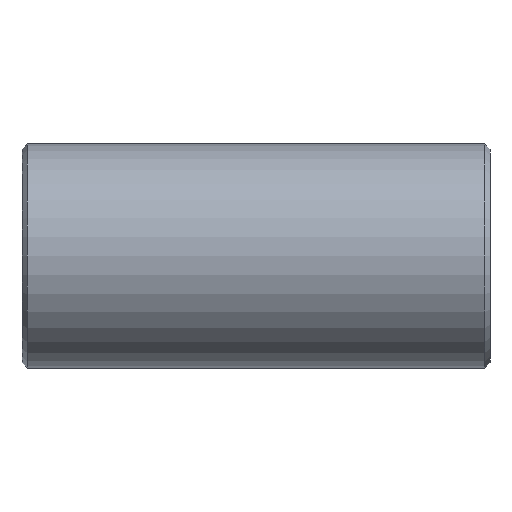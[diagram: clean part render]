
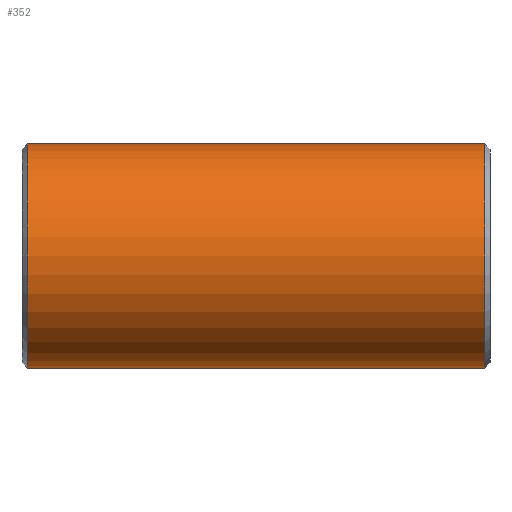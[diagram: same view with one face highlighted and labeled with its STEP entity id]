
A CAD part, front view. The second image highlights one B-rep face of the part: STEP entity #352.
In plain terms, the highlighted cylindrical face has radius 36.513 mm (diameter 73.025 mm), a partial arc.
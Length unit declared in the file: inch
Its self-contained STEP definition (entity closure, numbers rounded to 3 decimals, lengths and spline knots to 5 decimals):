
#14 = AXIS2_PLACEMENT_3D ( 'NONE', #46, #344, #286 ) ;
#19 = ORIENTED_EDGE ( 'NONE', *, *, #164, .T. ) ;
#46 = CARTESIAN_POINT ( 'NONE',  ( 3., 0., 0. ) ) ;
#82 = DIRECTION ( 'NONE',  ( -1., 0., 0. ) ) ;
#98 = DIRECTION ( 'NONE',  ( -1., 0., 0. ) ) ;
#99 = CARTESIAN_POINT ( 'NONE',  ( -2.93233, 0., 0. ) ) ;
#104 = EDGE_CURVE ( 'NONE', #214, #475, #126, .T. ) ;
#126 = CIRCLE ( 'NONE', #762, 1.4375 ) ;
#153 = LINE ( 'NONE', #283, #700 ) ;
#164 = EDGE_CURVE ( 'NONE', #633, #664, #180, .T. ) ;
#167 = FACE_OUTER_BOUND ( 'NONE', #718, .T. ) ;
#170 = DIRECTION ( 'NONE',  ( 1., 0., 0. ) ) ;
#180 = CIRCLE ( 'NONE', #321, 1.4375 ) ;
#214 = VERTEX_POINT ( 'NONE', #458 ) ;
#249 = ORIENTED_EDGE ( 'NONE', *, *, #104, .T. ) ;
#283 = CARTESIAN_POINT ( 'NONE',  ( 3., 0., 1.4375 ) ) ;
#286 = DIRECTION ( 'NONE',  ( 0., 0., 1. ) ) ;
#321 = AXIS2_PLACEMENT_3D ( 'NONE', #99, #170, #391 ) ;
#336 = CARTESIAN_POINT ( 'NONE',  ( 2.93233, 0., 0. ) ) ;
#344 = DIRECTION ( 'NONE',  ( -1., 0., 0. ) ) ;
#352 = ADVANCED_FACE ( 'NONE', ( #167 ), #454, .T. ) ;
#391 = DIRECTION ( 'NONE',  ( 0., 0., 1. ) ) ;
#392 = CARTESIAN_POINT ( 'NONE',  ( -2.93233, 0., -1.4375 ) ) ;
#436 = EDGE_CURVE ( 'NONE', #475, #633, #153, .T. ) ;
#454 = CYLINDRICAL_SURFACE ( 'NONE', #14, 1.4375 ) ;
#458 = CARTESIAN_POINT ( 'NONE',  ( 2.93233, 0., -1.4375 ) ) ;
#475 = VERTEX_POINT ( 'NONE', #760 ) ;
#507 = CARTESIAN_POINT ( 'NONE',  ( 3., 0., -1.4375 ) ) ;
#509 = ORIENTED_EDGE ( 'NONE', *, *, #639, .F. ) ;
#532 = VECTOR ( 'NONE', #82, 39.37008 ) ;
#564 = CARTESIAN_POINT ( 'NONE',  ( -2.93233, 0., 1.4375 ) ) ;
#586 = DIRECTION ( 'NONE',  ( 0., 0., -1. ) ) ;
#633 = VERTEX_POINT ( 'NONE', #564 ) ;
#639 = EDGE_CURVE ( 'NONE', #214, #664, #681, .T. ) ;
#664 = VERTEX_POINT ( 'NONE', #392 ) ;
#681 = LINE ( 'NONE', #507, #532 ) ;
#683 = ORIENTED_EDGE ( 'NONE', *, *, #436, .T. ) ;
#695 = DIRECTION ( 'NONE',  ( -1., 0., 0. ) ) ;
#700 = VECTOR ( 'NONE', #98, 39.37008 ) ;
#718 = EDGE_LOOP ( 'NONE', ( #509, #249, #683, #19 ) ) ;
#760 = CARTESIAN_POINT ( 'NONE',  ( 2.93233, 0., 1.4375 ) ) ;
#762 = AXIS2_PLACEMENT_3D ( 'NONE', #336, #695, #586 ) ;
